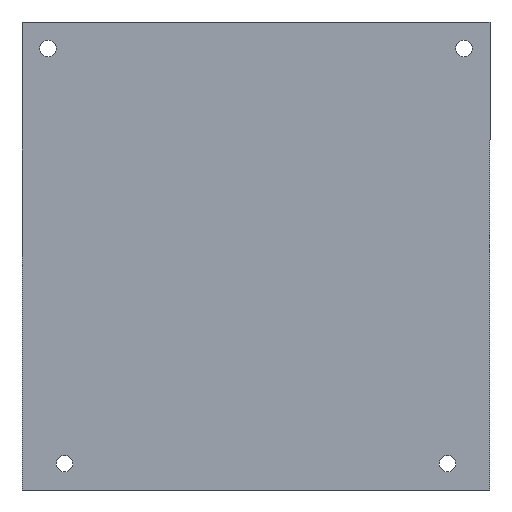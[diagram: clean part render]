
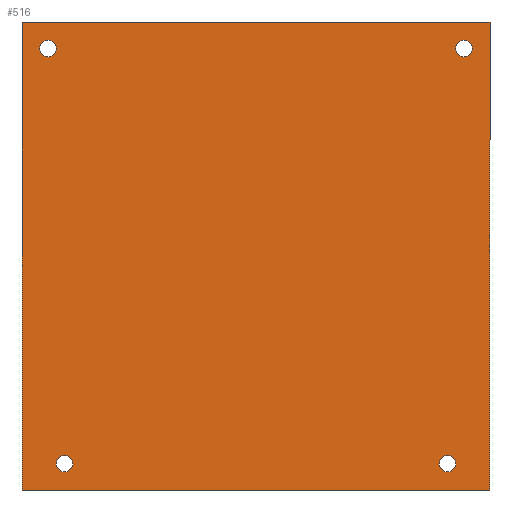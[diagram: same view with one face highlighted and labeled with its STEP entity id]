
A CAD part, front view. The second image highlights one B-rep face of the part: STEP entity #516.
In plain terms, the highlighted planar face has unit normal (0, -1, 0).
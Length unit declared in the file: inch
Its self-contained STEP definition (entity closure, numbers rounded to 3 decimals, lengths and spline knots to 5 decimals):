
#3 = PLANE ( 'NONE',  #189 ) ;
#4 = DIRECTION ( 'NONE',  ( 1., 0., 0. ) ) ;
#8 = EDGE_CURVE ( 'NONE', #206, #187, #406, .T. ) ;
#10 = CARTESIAN_POINT ( 'NONE',  ( 3.22165, 0., -3.40581 ) ) ;
#22 = VERTEX_POINT ( 'NONE', #141 ) ;
#24 = ORIENTED_EDGE ( 'NONE', *, *, #441, .T. ) ;
#26 = CARTESIAN_POINT ( 'NONE',  ( 3.34665, 0., -0.2 ) ) ;
#27 = EDGE_LOOP ( 'NONE', ( #459, #309 ) ) ;
#30 = CARTESIAN_POINT ( 'NONE',  ( 3.22165, 0., -3.34331 ) ) ;
#43 = CIRCLE ( 'NONE', #236, 0.0625 ) ;
#51 = FACE_BOUND ( 'NONE', #333, .T. ) ;
#52 = EDGE_CURVE ( 'NONE', #319, #280, #380, .T. ) ;
#73 = VERTEX_POINT ( 'NONE', #529 ) ;
#78 = FACE_BOUND ( 'NONE', #458, .T. ) ;
#84 = CARTESIAN_POINT ( 'NONE',  ( 0.19665, 0., -0.2 ) ) ;
#88 = VERTEX_POINT ( 'NONE', #532 ) ;
#92 = CARTESIAN_POINT ( 'NONE',  ( 3.22165, 0., -3.28081 ) ) ;
#93 = DIRECTION ( 'NONE',  ( 0., 0., 1. ) ) ;
#106 = CIRCLE ( 'NONE', #469, 0.0625 ) ;
#107 = CARTESIAN_POINT ( 'NONE',  ( 3.54331, 0., 0. ) ) ;
#111 = CARTESIAN_POINT ( 'NONE',  ( 0.32165, 0., -3.40581 ) ) ;
#113 = DIRECTION ( 'NONE',  ( 0., 1., 0. ) ) ;
#115 = AXIS2_PLACEMENT_3D ( 'NONE', #341, #466, #93 ) ;
#118 = EDGE_CURVE ( 'NONE', #523, #22, #199, .T. ) ;
#121 = DIRECTION ( 'NONE',  ( 0., 0., 1. ) ) ;
#123 = DIRECTION ( 'NONE',  ( 0., 0., 1. ) ) ;
#135 = VERTEX_POINT ( 'NONE', #146 ) ;
#140 = AXIS2_PLACEMENT_3D ( 'NONE', #163, #536, #121 ) ;
#141 = CARTESIAN_POINT ( 'NONE',  ( 3.54331, 0., -3.54331 ) ) ;
#142 = CARTESIAN_POINT ( 'NONE',  ( 0.32165, 0., -3.34331 ) ) ;
#143 = LINE ( 'NONE', #399, #305 ) ;
#146 = CARTESIAN_POINT ( 'NONE',  ( 0.19665, 0., -0.2625 ) ) ;
#163 = CARTESIAN_POINT ( 'NONE',  ( 0.19665, 0., -0.2 ) ) ;
#164 = FACE_BOUND ( 'NONE', #27, .T. ) ;
#165 = EDGE_CURVE ( 'NONE', #187, #206, #482, .T. ) ;
#172 = DIRECTION ( 'NONE',  ( 0., -1., 0. ) ) ;
#174 = DIRECTION ( 'NONE',  ( 0., 1., 0. ) ) ;
#181 = VECTOR ( 'NONE', #289, 39.37008 ) ;
#186 = DIRECTION ( 'NONE',  ( -1., 0., 0. ) ) ;
#187 = VERTEX_POINT ( 'NONE', #10 ) ;
#189 = AXIS2_PLACEMENT_3D ( 'NONE', #299, #172, #463 ) ;
#191 = ORIENTED_EDGE ( 'NONE', *, *, #52, .T. ) ;
#196 = EDGE_CURVE ( 'NONE', #88, #135, #534, .T. ) ;
#199 = LINE ( 'NONE', #107, #181 ) ;
#206 = VERTEX_POINT ( 'NONE', #92 ) ;
#213 = EDGE_CURVE ( 'NONE', #467, #523, #409, .T. ) ;
#220 = CIRCLE ( 'NONE', #446, 0.0625 ) ;
#225 = ORIENTED_EDGE ( 'NONE', *, *, #8, .T. ) ;
#226 = AXIS2_PLACEMENT_3D ( 'NONE', #84, #174, #123 ) ;
#234 = EDGE_CURVE ( 'NONE', #22, #73, #143, .T. ) ;
#236 = AXIS2_PLACEMENT_3D ( 'NONE', #26, #316, #282 ) ;
#249 = VERTEX_POINT ( 'NONE', #530 ) ;
#253 = EDGE_LOOP ( 'NONE', ( #191, #270 ) ) ;
#259 = ORIENTED_EDGE ( 'NONE', *, *, #165, .T. ) ;
#263 = DIRECTION ( 'NONE',  ( 0., 0., 1. ) ) ;
#270 = ORIENTED_EDGE ( 'NONE', *, *, #407, .T. ) ;
#276 = CARTESIAN_POINT ( 'NONE',  ( 0.32165, 0., -3.34331 ) ) ;
#280 = VERTEX_POINT ( 'NONE', #111 ) ;
#282 = DIRECTION ( 'NONE',  ( 0., 0., 1. ) ) ;
#289 = DIRECTION ( 'NONE',  ( 0., 0., -1. ) ) ;
#290 = DIRECTION ( 'NONE',  ( 0., 0., 1. ) ) ;
#291 = LINE ( 'NONE', #454, #292 ) ;
#292 = VECTOR ( 'NONE', #410, 39.37008 ) ;
#293 = CARTESIAN_POINT ( 'NONE',  ( 3.34665, 0., -0.2 ) ) ;
#299 = CARTESIAN_POINT ( 'NONE',  ( 0., 0., 0. ) ) ;
#305 = VECTOR ( 'NONE', #186, 39.37008 ) ;
#307 = DIRECTION ( 'NONE',  ( 0., 1., 0. ) ) ;
#309 = ORIENTED_EDGE ( 'NONE', *, *, #455, .T. ) ;
#316 = DIRECTION ( 'NONE',  ( 0., 1., 0. ) ) ;
#319 = VERTEX_POINT ( 'NONE', #518 ) ;
#333 = EDGE_LOOP ( 'NONE', ( #493, #24 ) ) ;
#341 = CARTESIAN_POINT ( 'NONE',  ( 3.22165, 0., -3.34331 ) ) ;
#343 = AXIS2_PLACEMENT_3D ( 'NONE', #30, #113, #526 ) ;
#347 = ORIENTED_EDGE ( 'NONE', *, *, #213, .F. ) ;
#354 = ORIENTED_EDGE ( 'NONE', *, *, #118, .F. ) ;
#365 = CIRCLE ( 'NONE', #140, 0.0625 ) ;
#367 = CARTESIAN_POINT ( 'NONE',  ( 0., 0., 0. ) ) ;
#370 = ORIENTED_EDGE ( 'NONE', *, *, #234, .F. ) ;
#373 = EDGE_LOOP ( 'NONE', ( #411, #370, #354, #347 ) ) ;
#380 = CIRCLE ( 'NONE', #421, 0.0625 ) ;
#394 = DIRECTION ( 'NONE',  ( 0., 0., 1. ) ) ;
#399 = CARTESIAN_POINT ( 'NONE',  ( 0., 0., -3.54331 ) ) ;
#405 = CARTESIAN_POINT ( 'NONE',  ( 3.54331, 0., 0. ) ) ;
#406 = CIRCLE ( 'NONE', #115, 0.0625 ) ;
#407 = EDGE_CURVE ( 'NONE', #280, #319, #106, .T. ) ;
#409 = LINE ( 'NONE', #367, #464 ) ;
#410 = DIRECTION ( 'NONE',  ( 0., 0., 1. ) ) ;
#411 = ORIENTED_EDGE ( 'NONE', *, *, #501, .F. ) ;
#412 = EDGE_CURVE ( 'NONE', #509, #249, #43, .T. ) ;
#416 = FACE_BOUND ( 'NONE', #253, .T. ) ;
#419 = FACE_OUTER_BOUND ( 'NONE', #373, .T. ) ;
#421 = AXIS2_PLACEMENT_3D ( 'NONE', #142, #307, #263 ) ;
#436 = DIRECTION ( 'NONE',  ( 0., 1., 0. ) ) ;
#441 = EDGE_CURVE ( 'NONE', #135, #88, #365, .T. ) ;
#446 = AXIS2_PLACEMENT_3D ( 'NONE', #293, #533, #290 ) ;
#451 = CARTESIAN_POINT ( 'NONE',  ( 3.34665, 0., -0.1375 ) ) ;
#454 = CARTESIAN_POINT ( 'NONE',  ( 0., 0., 0. ) ) ;
#455 = EDGE_CURVE ( 'NONE', #249, #509, #220, .T. ) ;
#457 = CARTESIAN_POINT ( 'NONE',  ( 0., 0., 0. ) ) ;
#458 = EDGE_LOOP ( 'NONE', ( #225, #259 ) ) ;
#459 = ORIENTED_EDGE ( 'NONE', *, *, #412, .T. ) ;
#463 = DIRECTION ( 'NONE',  ( 0., 0., -1. ) ) ;
#464 = VECTOR ( 'NONE', #4, 39.37008 ) ;
#466 = DIRECTION ( 'NONE',  ( 0., 1., 0. ) ) ;
#467 = VERTEX_POINT ( 'NONE', #457 ) ;
#469 = AXIS2_PLACEMENT_3D ( 'NONE', #276, #436, #394 ) ;
#482 = CIRCLE ( 'NONE', #343, 0.0625 ) ;
#493 = ORIENTED_EDGE ( 'NONE', *, *, #196, .T. ) ;
#501 = EDGE_CURVE ( 'NONE', #73, #467, #291, .T. ) ;
#509 = VERTEX_POINT ( 'NONE', #451 ) ;
#516 = ADVANCED_FACE ( 'NONE', ( #78, #51, #164, #416, #419 ), #3, .T. ) ;
#518 = CARTESIAN_POINT ( 'NONE',  ( 0.32165, 0., -3.28081 ) ) ;
#523 = VERTEX_POINT ( 'NONE', #405 ) ;
#526 = DIRECTION ( 'NONE',  ( 0., 0., 1. ) ) ;
#529 = CARTESIAN_POINT ( 'NONE',  ( 0., 0., -3.54331 ) ) ;
#530 = CARTESIAN_POINT ( 'NONE',  ( 3.34665, 0., -0.2625 ) ) ;
#532 = CARTESIAN_POINT ( 'NONE',  ( 0.19665, 0., -0.1375 ) ) ;
#533 = DIRECTION ( 'NONE',  ( 0., 1., 0. ) ) ;
#534 = CIRCLE ( 'NONE', #226, 0.0625 ) ;
#536 = DIRECTION ( 'NONE',  ( 0., 1., 0. ) ) ;
